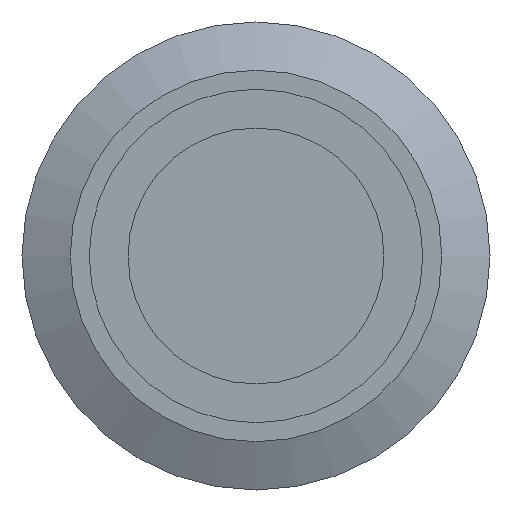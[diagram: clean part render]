
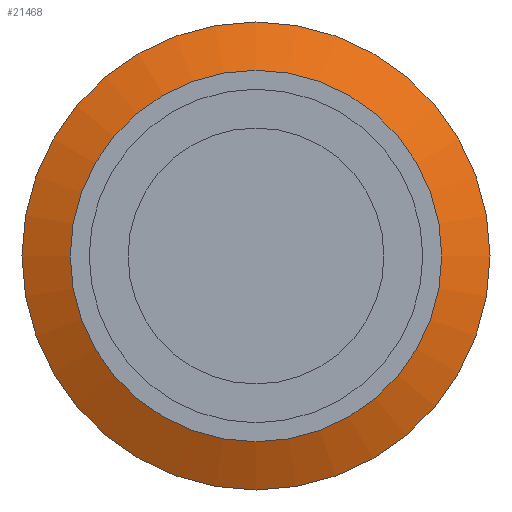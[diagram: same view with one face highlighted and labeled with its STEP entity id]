
A CAD part, left-side view. The second image highlights one B-rep face of the part: STEP entity #21468.
In plain terms, the highlighted conical face has half-angle 65.556 degrees and reference radius 14.35 mm.
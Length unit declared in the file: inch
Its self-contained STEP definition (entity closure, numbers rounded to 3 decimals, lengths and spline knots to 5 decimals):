
#14=CONICAL_SURFACE('',#22527,0.56496,1.144);
#193=CIRCLE('',#22500,0.62992);
#194=CIRCLE('',#22501,0.62992);
#208=CIRCLE('',#22528,0.5);
#1570=FACE_OUTER_BOUND('',#2696,.T.);
#2696=EDGE_LOOP('',(#19483,#19484,#19485,#19486,#19487));
#5490=LINE('',#39043,#8281);
#8281=VECTOR('',#27397,0.56496);
#10257=VERTEX_POINT('',#38989);
#10258=VERTEX_POINT('',#38990);
#10271=VERTEX_POINT('',#39041);
#13318=EDGE_CURVE('',#10257,#10258,#193,.T.);
#13319=EDGE_CURVE('',#10258,#10257,#194,.T.);
#13343=EDGE_CURVE('',#10271,#10271,#208,.T.);
#13344=EDGE_CURVE('',#10271,#10258,#5490,.T.);
#19483=ORIENTED_EDGE('',*,*,#13343,.F.);
#19484=ORIENTED_EDGE('',*,*,#13344,.T.);
#19485=ORIENTED_EDGE('',*,*,#13318,.F.);
#19486=ORIENTED_EDGE('',*,*,#13319,.F.);
#19487=ORIENTED_EDGE('',*,*,#13344,.F.);
#21468=ADVANCED_FACE('',(#1570),#14,.T.);
#22500=AXIS2_PLACEMENT_3D('',#38991,#27329,#27330);
#22501=AXIS2_PLACEMENT_3D('',#38992,#27331,#27332);
#22527=AXIS2_PLACEMENT_3D('',#39040,#27393,#27394);
#22528=AXIS2_PLACEMENT_3D('',#39042,#27395,#27396);
#27329=DIRECTION('center_axis',(1.,0.,0.));
#27330=DIRECTION('ref_axis',(0.,-1.,0.));
#27331=DIRECTION('center_axis',(1.,0.,0.));
#27332=DIRECTION('ref_axis',(0.,-1.,0.));
#27393=DIRECTION('center_axis',(1.,0.,0.));
#27394=DIRECTION('ref_axis',(0.,0.,
1.));
#27395=DIRECTION('center_axis',(-1.,0.,0.));
#27396=DIRECTION('ref_axis',(0.,0.,
1.));
#27397=DIRECTION('',(0.414,0.,-0.91));
#38989=CARTESIAN_POINT('',(-0.01969,0.62992,0.));
#38990=CARTESIAN_POINT('',(-0.01969,0.,-0.62992));
#38991=CARTESIAN_POINT('Origin',(-0.01969,0.,
0.));
#38992=CARTESIAN_POINT('Origin',(-0.01969,0.,
0.));
#39040=CARTESIAN_POINT('Origin',(-0.04921,0.,
0.));
#39041=CARTESIAN_POINT('',(-0.07874,0.,-0.5));
#39042=CARTESIAN_POINT('Origin',(-0.07874,0.,
0.));
#39043=CARTESIAN_POINT('',(-0.04921,0.,-0.56496));
